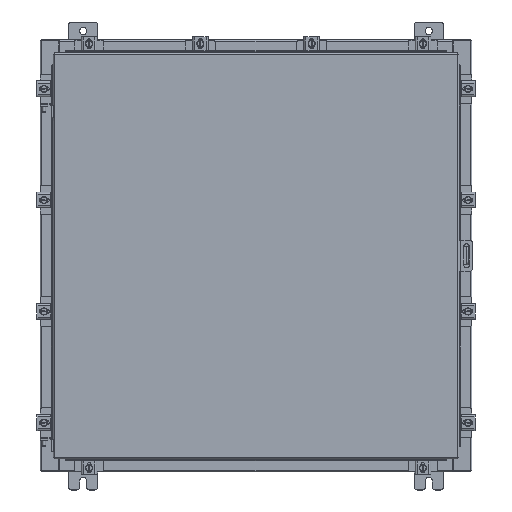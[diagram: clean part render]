
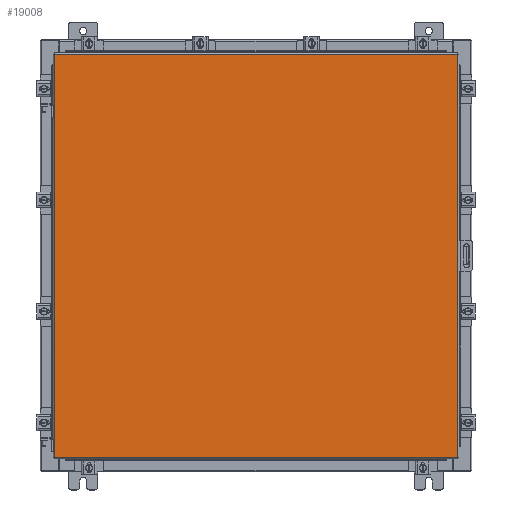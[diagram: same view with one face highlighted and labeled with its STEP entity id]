
A CAD part, top view. The second image highlights one B-rep face of the part: STEP entity #19008.
In plain terms, the highlighted planar face has unit normal (0, 0, 1).
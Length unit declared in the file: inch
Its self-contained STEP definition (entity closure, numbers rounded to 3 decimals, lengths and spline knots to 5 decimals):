
#945 = EDGE_CURVE ( 'NONE', #23809, #7935, #3578, .T. ) ;
#1472 = CARTESIAN_POINT ( 'NONE',  ( 0., 0., 0. ) ) ;
#1615 = DIRECTION ( 'NONE',  ( -1., 0., 0. ) ) ;
#2999 = VECTOR ( 'NONE', #8810, 39.37008 ) ;
#3578 = LINE ( 'NONE', #18165, #2999 ) ;
#3872 = VECTOR ( 'NONE', #1615, 39.37008 ) ;
#4985 = EDGE_CURVE ( 'NONE', #7935, #19735, #13208, .T. ) ;
#5218 = DIRECTION ( 'NONE',  ( 0., 0., -1. ) ) ;
#5858 = FACE_OUTER_BOUND ( 'NONE', #5886, .T. ) ;
#5886 = EDGE_LOOP ( 'NONE', ( #16118, #14315, #7689, #7367 ) ) ;
#6300 = VECTOR ( 'NONE', #12478, 39.37008 ) ;
#6930 = DIRECTION ( 'NONE',  ( 0., -1., 0. ) ) ;
#7367 = ORIENTED_EDGE ( 'NONE', *, *, #23915, .T. ) ;
#7689 = ORIENTED_EDGE ( 'NONE', *, *, #4985, .T. ) ;
#7935 = VERTEX_POINT ( 'NONE', #9365 ) ;
#8810 = DIRECTION ( 'NONE',  ( 0., 1., 0. ) ) ;
#8877 = PLANE ( 'NONE',  #23829 ) ;
#9365 = CARTESIAN_POINT ( 'NONE',  ( 14.0063, 14.0063, 0. ) ) ;
#10312 = CARTESIAN_POINT ( 'NONE',  ( 14.0063, -14.0063, 0. ) ) ;
#11236 = LINE ( 'NONE', #16166, #6300 ) ;
#12478 = DIRECTION ( 'NONE',  ( 1., 0., 0. ) ) ;
#12906 = LINE ( 'NONE', #16147, #22283 ) ;
#13208 = LINE ( 'NONE', #18453, #3872 ) ;
#13928 = EDGE_CURVE ( 'NONE', #21634, #23809, #11236, .T. ) ;
#14315 = ORIENTED_EDGE ( 'NONE', *, *, #945, .T. ) ;
#16118 = ORIENTED_EDGE ( 'NONE', *, *, #13928, .T. ) ;
#16147 = CARTESIAN_POINT ( 'NONE',  ( -14.0063, 14.0063, 0. ) ) ;
#16166 = CARTESIAN_POINT ( 'NONE',  ( -14.0063, -14.0063, 0. ) ) ;
#18165 = CARTESIAN_POINT ( 'NONE',  ( 14.0063, -14.0063, 0. ) ) ;
#18309 = DIRECTION ( 'NONE',  ( -1., 0., 0. ) ) ;
#18453 = CARTESIAN_POINT ( 'NONE',  ( 14.0063, 14.0063, 0. ) ) ;
#19008 = ADVANCED_FACE ( 'NONE', ( #5858 ), #8877, .F. ) ;
#19735 = VERTEX_POINT ( 'NONE', #23981 ) ;
#21634 = VERTEX_POINT ( 'NONE', #23744 ) ;
#22283 = VECTOR ( 'NONE', #6930, 39.37008 ) ;
#23744 = CARTESIAN_POINT ( 'NONE',  ( -14.0063, -14.0063, 0. ) ) ;
#23809 = VERTEX_POINT ( 'NONE', #10312 ) ;
#23829 = AXIS2_PLACEMENT_3D ( 'NONE', #1472, #5218, #18309 ) ;
#23915 = EDGE_CURVE ( 'NONE', #19735, #21634, #12906, .T. ) ;
#23981 = CARTESIAN_POINT ( 'NONE',  ( -14.0063, 14.0063, 0. ) ) ;
